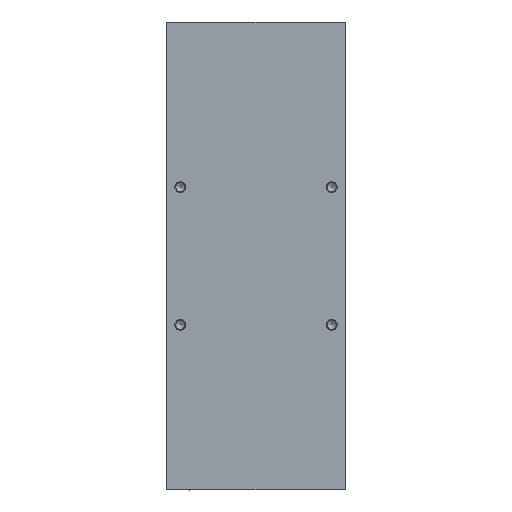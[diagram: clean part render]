
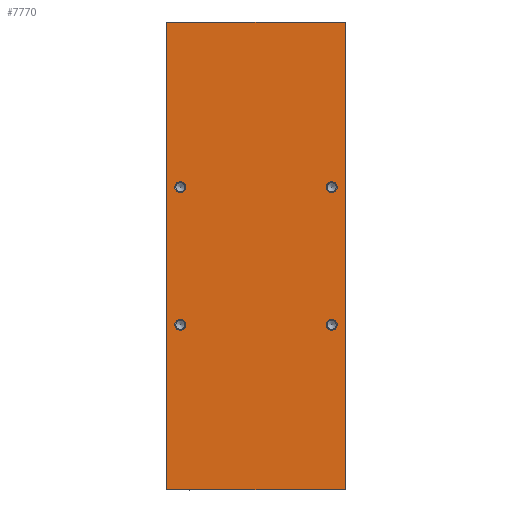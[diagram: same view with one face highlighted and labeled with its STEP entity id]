
A CAD part, front view. The second image highlights one B-rep face of the part: STEP entity #7770.
In plain terms, the highlighted planar face has unit normal (0, -1, 0).
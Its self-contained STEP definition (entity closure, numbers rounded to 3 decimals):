
#4321=LINE('',#41223,#6629);
#4324=LINE('',#41231,#6632);
#4332=LINE('',#41269,#6640);
#4333=LINE('',#41271,#6641);
#6629=VECTOR('',#29397,1.);
#6632=VECTOR('',#29404,1.);
#6640=VECTOR('',#29444,1.);
#6641=VECTOR('',#29447,1.);
#7770=ADVANCED_FACE('',(#8857,#8858,#8859,#8860,#8861),#8646,.F.);
#8646=PLANE('',#23847);
#8857=FACE_BOUND('',#10185,.T.);
#8858=FACE_BOUND('',#10186,.T.);
#8859=FACE_BOUND('',#10187,.T.);
#8860=FACE_BOUND('',#10188,.T.);
#8861=FACE_BOUND('',#10189,.T.);
#10185=EDGE_LOOP('',(#16142));
#10186=EDGE_LOOP('',(#16143));
#10187=EDGE_LOOP('',(#16144));
#10188=EDGE_LOOP('',(#16145));
#10189=EDGE_LOOP('',(#16146,#16147,#16148,#16149));
#16142=ORIENTED_EDGE('',*,*,#21504,.T.);
#16143=ORIENTED_EDGE('',*,*,#21505,.T.);
#16144=ORIENTED_EDGE('',*,*,#21506,.T.);
#16145=ORIENTED_EDGE('',*,*,#21507,.T.);
#16146=ORIENTED_EDGE('',*,*,#21503,.F.);
#16147=ORIENTED_EDGE('',*,*,#21479,.T.);
#16148=ORIENTED_EDGE('',*,*,#21502,.T.);
#16149=ORIENTED_EDGE('',*,*,#21483,.T.);
#18447=VERTEX_POINT('',#41222);
#18448=VERTEX_POINT('',#41224);
#18450=VERTEX_POINT('',#41230);
#18451=VERTEX_POINT('',#41232);
#18465=VERTEX_POINT('',#41274);
#18466=VERTEX_POINT('',#41276);
#18467=VERTEX_POINT('',#41278);
#18468=VERTEX_POINT('',#41280);
#21479=EDGE_CURVE('',#18448,#18447,#4321,.T.);
#21483=EDGE_CURVE('',#18451,#18450,#4324,.T.);
#21502=EDGE_CURVE('',#18447,#18451,#4332,.T.);
#21503=EDGE_CURVE('',#18448,#18450,#4333,.T.);
#21504=EDGE_CURVE('',#18465,#18465,#22186,.T.);
#21505=EDGE_CURVE('',#18466,#18466,#22187,.T.);
#21506=EDGE_CURVE('',#18467,#18467,#22188,.T.);
#21507=EDGE_CURVE('',#18468,#18468,#22189,.T.);
#22186=CIRCLE('',#23843,2.);
#22187=CIRCLE('',#23844,2.);
#22188=CIRCLE('',#23845,2.);
#22189=CIRCLE('',#23846,2.);
#23843=AXIS2_PLACEMENT_3D('',#41273,#29450,#29451);
#23844=AXIS2_PLACEMENT_3D('',#41275,#29452,#29453);
#23845=AXIS2_PLACEMENT_3D('',#41277,#29454,#29455);
#23846=AXIS2_PLACEMENT_3D('',#41279,#29456,#29457);
#23847=AXIS2_PLACEMENT_3D('',#41281,#29458,#29459);
#29397=DIRECTION('',(-1.,0.,0.));
#29404=DIRECTION('',(1.,0.,0.));
#29444=DIRECTION('',(0.,0.,-1.));
#29447=DIRECTION('',(0.,0.,-1.));
#29450=DIRECTION('',(0.,1.,0.));
#29451=DIRECTION('',(-1.,0.,0.));
#29452=DIRECTION('',(0.,1.,0.));
#29453=DIRECTION('',(-1.,0.,0.));
#29454=DIRECTION('',(0.,1.,0.));
#29455=DIRECTION('',(-1.,0.,0.));
#29456=DIRECTION('',(0.,1.,0.));
#29457=DIRECTION('',(-1.,0.,0.));
#29458=DIRECTION('',(0.,1.,0.));
#29459=DIRECTION('',(-1.,0.,0.));
#41222=CARTESIAN_POINT('',(-32.5,-32.5,45.));
#41223=CARTESIAN_POINT('',(22.5,-32.5,45.));
#41224=CARTESIAN_POINT('',(32.5,-32.5,45.));
#41230=CARTESIAN_POINT('',(32.5,-32.5,-125.));
#41231=CARTESIAN_POINT('',(22.5,-32.5,-125.));
#41232=CARTESIAN_POINT('',(-32.5,-32.5,-125.));
#41269=CARTESIAN_POINT('',(-32.5,-32.5,-174.5));
#41271=CARTESIAN_POINT('',(32.5,-32.5,-174.5));
#41273=CARTESIAN_POINT('',(27.5,-32.5,-65.));
#41274=CARTESIAN_POINT('',(25.5,-32.5,-65.));
#41275=CARTESIAN_POINT('',(-27.5,-32.5,-65.));
#41276=CARTESIAN_POINT('',(-29.5,-32.5,-65.));
#41277=CARTESIAN_POINT('',(-27.5,-32.5,-15.));
#41278=CARTESIAN_POINT('',(-29.5,-32.5,-15.));
#41279=CARTESIAN_POINT('',(27.5,-32.5,-15.));
#41280=CARTESIAN_POINT('',(25.5,-32.5,-15.));
#41281=CARTESIAN_POINT('',(22.5,-32.5,-174.5));
